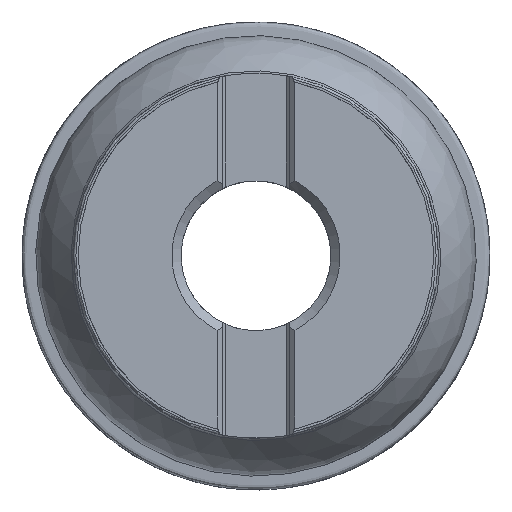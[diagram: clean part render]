
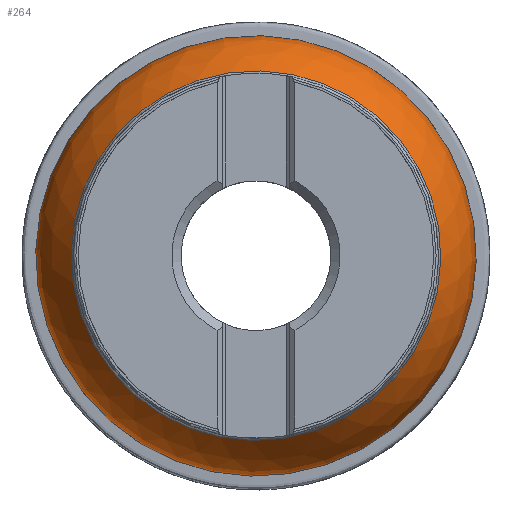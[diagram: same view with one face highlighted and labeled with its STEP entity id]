
A CAD part, top view. The second image highlights one B-rep face of the part: STEP entity #264.
In plain terms, the highlighted face is a revolution surface.
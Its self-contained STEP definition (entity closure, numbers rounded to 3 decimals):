
#98=SURFACE_OF_REVOLUTION('',#236,#99);
#99=AXIS1_PLACEMENT('',#1513,#1190);
#236=B_SPLINE_CURVE_WITH_KNOTS('',3,(#1509,#1510,#1511,#1512),
 .UNSPECIFIED.,.F.,.F.,(4,4),(0.,1.),.UNSPECIFIED.);
#264=ADVANCED_FACE('CN_SU3',(#340,#341),#98,.T.);
#340=FACE_BOUND('',#393,.T.);
#341=FACE_BOUND('',#394,.T.);
#393=EDGE_LOOP('',(#488));
#394=EDGE_LOOP('',(#489));
#488=ORIENTED_EDGE('',*,*,#720,.F.);
#489=ORIENTED_EDGE('',*,*,#736,.T.);
#647=VERTEX_POINT('',#1470);
#661=VERTEX_POINT('',#1507);
#720=EDGE_CURVE('',#647,#647,#812,.T.);
#736=EDGE_CURVE('',#661,#661,#816,.T.);
#812=CIRCLE('',#986,47.);
#816=CIRCLE('',#1005,39.504);
#986=AXIS2_PLACEMENT_3D('',#1469,#1144,#1145);
#1005=AXIS2_PLACEMENT_3D('',#1506,#1186,#1187);
#1144=DIRECTION('',(0.,0.,-1.));
#1145=DIRECTION('',(-0.149,0.989,0.));
#1186=DIRECTION('',(0.,0.,-1.));
#1187=DIRECTION('',(-0.149,0.989,0.));
#1190=DIRECTION('',(0.,0.,-1.));
#1469=CARTESIAN_POINT('',(0.,0.,
-33.));
#1470=CARTESIAN_POINT('',(-6.988,46.478,-33.));
#1506=CARTESIAN_POINT('',(0.,0.,
-15.765));
#1507=CARTESIAN_POINT('',(-5.874,39.065,-15.765));
#1509=CARTESIAN_POINT('',(-39.504,0.,-15.765));
#1510=CARTESIAN_POINT('',(-44.945,0.,-23.92));
#1511=CARTESIAN_POINT('',(-47.,0.,-26.685));
#1512=CARTESIAN_POINT('',(-47.,0.,-33.));
#1513=CARTESIAN_POINT('',(0.,0.,
25.689));
